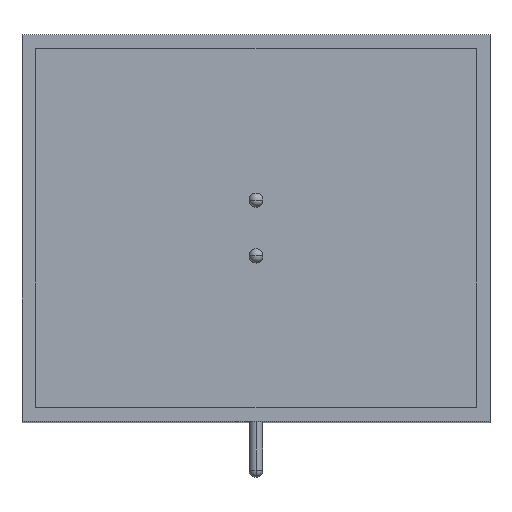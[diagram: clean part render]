
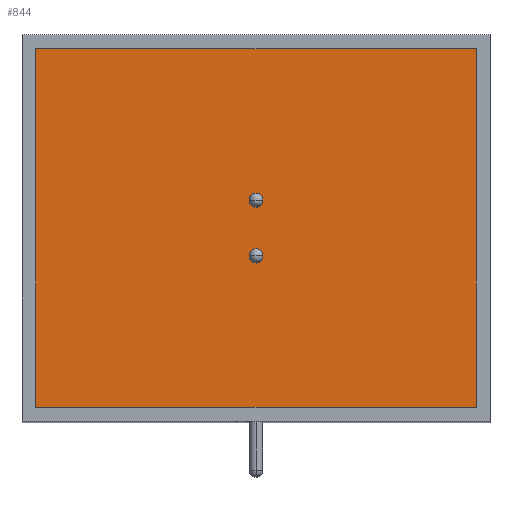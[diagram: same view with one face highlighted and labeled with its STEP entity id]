
A CAD part, top view. The second image highlights one B-rep face of the part: STEP entity #844.
In plain terms, the highlighted planar face has unit normal (0, 0, 1).
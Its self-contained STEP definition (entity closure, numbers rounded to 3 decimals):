
#738 = CARTESIAN_POINT ( 'NONE',  ( -7.895, 0.5, 1.45 ) ) ;
#739 = VERTEX_POINT ( 'NONE', #738 ) ;
#746 = CARTESIAN_POINT ( 'NONE',  ( -7.895, 13.37, 1.45 ) ) ;
#747 = VERTEX_POINT ( 'NONE', #746 ) ;
#748 = CARTESIAN_POINT ( 'NONE',  ( -7.895, 0.5, 1.45 ) ) ;
#749 = DIRECTION ( 'NONE',  ( 0., -1., 0. ) ) ;
#750 = VECTOR ( 'NONE', #749, 1000. ) ;
#751 = LINE ( 'NONE', #748, #750 ) ;
#752 = EDGE_CURVE ( 'NONE', #747, #739, #751, .T. ) ;
#770 = CARTESIAN_POINT ( 'NONE',  ( 7.895, 13.37, 1.45 ) ) ;
#771 = VERTEX_POINT ( 'NONE', #770 ) ;
#772 = CARTESIAN_POINT ( 'NONE',  ( -7.895, 13.37, 1.45 ) ) ;
#773 = DIRECTION ( 'NONE',  ( -1., 0., 0. ) ) ;
#774 = VECTOR ( 'NONE', #773, 1000. ) ;
#775 = LINE ( 'NONE', #772, #774 ) ;
#776 = EDGE_CURVE ( 'NONE', #771, #747, #775, .T. ) ;
#794 = CARTESIAN_POINT ( 'NONE',  ( 7.895, 0.5, 1.45 ) ) ;
#795 = VERTEX_POINT ( 'NONE', #794 ) ;
#796 = CARTESIAN_POINT ( 'NONE',  ( 7.895, 0.5, 1.45 ) ) ;
#797 = DIRECTION ( 'NONE',  ( 0., 1., 0. ) ) ;
#798 = VECTOR ( 'NONE', #797, 1000. ) ;
#799 = LINE ( 'NONE', #796, #798 ) ;
#800 = EDGE_CURVE ( 'NONE', #795, #771, #799, .T. ) ;
#818 = CARTESIAN_POINT ( 'NONE',  ( -7.895, 0.5, 1.45 ) ) ;
#819 = DIRECTION ( 'NONE',  ( 1., 0., 0. ) ) ;
#820 = VECTOR ( 'NONE', #819, 1000. ) ;
#821 = LINE ( 'NONE', #818, #820 ) ;
#822 = EDGE_CURVE ( 'NONE', #739, #795, #821, .T. ) ;
#833 = ORIENTED_EDGE ( 'NONE', *, *, #752, .T. ) ;
#834 = ORIENTED_EDGE ( 'NONE', *, *, #822, .T. ) ;
#835 = ORIENTED_EDGE ( 'NONE', *, *, #800, .T. ) ;
#836 = ORIENTED_EDGE ( 'NONE', *, *, #776, .T. ) ;
#837 = EDGE_LOOP ( 'NONE', ( #833, #834, #835, #836 ) ) ;
#838 = FACE_OUTER_BOUND ( 'NONE', #837, .T. ) ;
#839 = CARTESIAN_POINT ( 'NONE',  ( 0., 0., 1.45 ) ) ;
#840 = DIRECTION ( 'NONE',  ( 0., 0., -1. ) ) ;
#841 = DIRECTION ( 'NONE',  ( -1., 0., 0. ) ) ;
#842 = AXIS2_PLACEMENT_3D ( 'NONE', #839, #840, #841 ) ;
#843 = PLANE ( 'NONE', #842 ) ;
#844 = ADVANCED_FACE ( 'NONE', ( #838 ), #843, .F. ) ;
